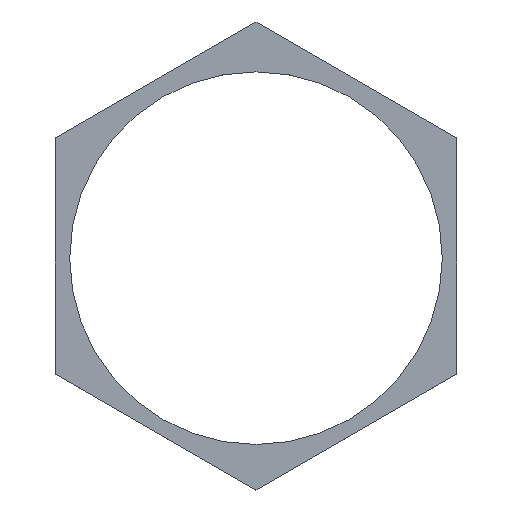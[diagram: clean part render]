
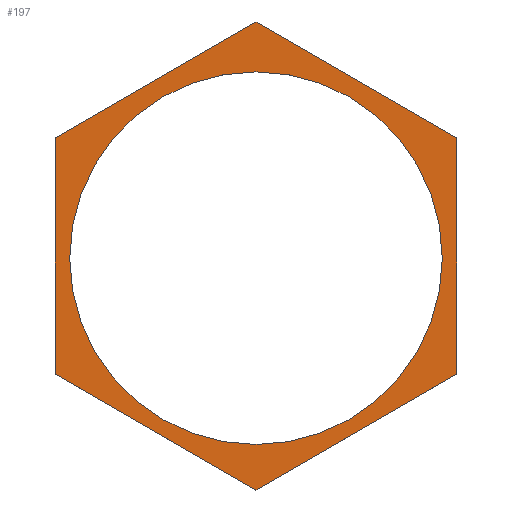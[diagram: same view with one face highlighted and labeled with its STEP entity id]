
A CAD part, top view. The second image highlights one B-rep face of the part: STEP entity #197.
In plain terms, the highlighted planar face has unit normal (0, 0, 1).
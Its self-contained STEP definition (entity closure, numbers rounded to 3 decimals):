
#3 = CARTESIAN_POINT ( 'NONE',  ( 0., 61.546, 1.5 ) ) ;
#4 = CARTESIAN_POINT ( 'NONE',  ( -52.8, 31.061, 1.5 ) ) ;
#24 = ORIENTED_EDGE ( 'NONE', *, *, #70, .T. ) ;
#28 = VECTOR ( 'NONE', #178, 1000. ) ;
#29 = DIRECTION ( 'NONE',  ( 1., 0., 0. ) ) ;
#30 = CARTESIAN_POINT ( 'NONE',  ( -49., -0.577, 1.5 ) ) ;
#34 = DIRECTION ( 'NONE',  ( -0.866, -0.5, 0. ) ) ;
#41 = ORIENTED_EDGE ( 'NONE', *, *, #257, .T. ) ;
#58 = CARTESIAN_POINT ( 'NONE',  ( 52.8, 31.061, 1.5 ) ) ;
#61 = PLANE ( 'NONE',  #366 ) ;
#66 = CARTESIAN_POINT ( 'NONE',  ( 0., 61.546, 1.5 ) ) ;
#69 = VERTEX_POINT ( 'NONE', #283 ) ;
#70 = EDGE_CURVE ( 'NONE', #129, #364, #374, .T. ) ;
#73 = VERTEX_POINT ( 'NONE', #290 ) ;
#74 = ORIENTED_EDGE ( 'NONE', *, *, #127, .F. ) ;
#75 = AXIS2_PLACEMENT_3D ( 'NONE', #232, #350, #87 ) ;
#80 = DIRECTION ( 'NONE',  ( 0.866, -0.5, 0. ) ) ;
#85 = VECTOR ( 'NONE', #34, 1000. ) ;
#87 = DIRECTION ( 'NONE',  ( 1., 0., 0. ) ) ;
#114 = DIRECTION ( 'NONE',  ( 0., 0., 1. ) ) ;
#115 = EDGE_CURVE ( 'NONE', #221, #314, #200, .T. ) ;
#117 = CARTESIAN_POINT ( 'NONE',  ( 52.8, 31.061, 1.5 ) ) ;
#118 = CARTESIAN_POINT ( 'NONE',  ( -52.8, -31.061, 1.5 ) ) ;
#119 = EDGE_CURVE ( 'NONE', #364, #69, #235, .T. ) ;
#127 = EDGE_CURVE ( 'NONE', #214, #73, #154, .T. ) ;
#129 = VERTEX_POINT ( 'NONE', #118 ) ;
#146 = EDGE_CURVE ( 'NONE', #314, #166, #236, .T. ) ;
#147 = CARTESIAN_POINT ( 'NONE',  ( 52.8, -31.061, 1.5 ) ) ;
#153 = ORIENTED_EDGE ( 'NONE', *, *, #146, .T. ) ;
#154 = CIRCLE ( 'NONE', #246, 49. ) ;
#163 = ORIENTED_EDGE ( 'NONE', *, *, #225, .T. ) ;
#166 = VERTEX_POINT ( 'NONE', #4 ) ;
#171 = ORIENTED_EDGE ( 'NONE', *, *, #115, .T. ) ;
#175 = DIRECTION ( 'NONE',  ( 0., -1., 0. ) ) ;
#176 = LINE ( 'NONE', #292, #215 ) ;
#178 = DIRECTION ( 'NONE',  ( -0.866, 0.5, 0. ) ) ;
#197 = ADVANCED_FACE ( 'NONE', ( #210, #234 ), #61, .T. ) ;
#200 = LINE ( 'NONE', #117, #28 ) ;
#205 = VECTOR ( 'NONE', #80, 1000. ) ;
#210 = FACE_OUTER_BOUND ( 'NONE', #336, .T. ) ;
#214 = VERTEX_POINT ( 'NONE', #30 ) ;
#215 = VECTOR ( 'NONE', #175, 1000. ) ;
#216 = CARTESIAN_POINT ( 'NONE',  ( 0., -61.546, 1.5 ) ) ;
#219 = EDGE_LOOP ( 'NONE', ( #74, #248 ) ) ;
#221 = VERTEX_POINT ( 'NONE', #58 ) ;
#223 = VECTOR ( 'NONE', #266, 1000. ) ;
#225 = EDGE_CURVE ( 'NONE', #166, #129, #176, .T. ) ;
#231 = CARTESIAN_POINT ( 'NONE',  ( 0., -0.577, 1.5 ) ) ;
#232 = CARTESIAN_POINT ( 'NONE',  ( 0., -0.577, 1.5 ) ) ;
#234 = FACE_BOUND ( 'NONE', #219, .T. ) ;
#235 = LINE ( 'NONE', #349, #223 ) ;
#236 = LINE ( 'NONE', #3, #85 ) ;
#246 = AXIS2_PLACEMENT_3D ( 'NONE', #231, #114, #29 ) ;
#248 = ORIENTED_EDGE ( 'NONE', *, *, #268, .F. ) ;
#257 = EDGE_CURVE ( 'NONE', #69, #221, #293, .T. ) ;
#266 = DIRECTION ( 'NONE',  ( 0.866, 0.5, 0. ) ) ;
#268 = EDGE_CURVE ( 'NONE', #73, #214, #308, .T. ) ;
#283 = CARTESIAN_POINT ( 'NONE',  ( 52.8, -31.061, 1.5 ) ) ;
#290 = CARTESIAN_POINT ( 'NONE',  ( 49., -0.577, 1.5 ) ) ;
#292 = CARTESIAN_POINT ( 'NONE',  ( -52.8, 31.061, 1.5 ) ) ;
#293 = LINE ( 'NONE', #147, #302 ) ;
#296 = CARTESIAN_POINT ( 'NONE',  ( 0., 0., 1.5 ) ) ;
#302 = VECTOR ( 'NONE', #324, 1000. ) ;
#308 = CIRCLE ( 'NONE', #75, 49. ) ;
#314 = VERTEX_POINT ( 'NONE', #66 ) ;
#323 = DIRECTION ( 'NONE',  ( 0., 0., 1. ) ) ;
#324 = DIRECTION ( 'NONE',  ( 0., 1., 0. ) ) ;
#330 = ORIENTED_EDGE ( 'NONE', *, *, #119, .T. ) ;
#336 = EDGE_LOOP ( 'NONE', ( #41, #171, #153, #163, #24, #330 ) ) ;
#349 = CARTESIAN_POINT ( 'NONE',  ( 0., -61.546, 1.5 ) ) ;
#350 = DIRECTION ( 'NONE',  ( 0., 0., 1. ) ) ;
#351 = DIRECTION ( 'NONE',  ( 1., 0., 0. ) ) ;
#364 = VERTEX_POINT ( 'NONE', #216 ) ;
#366 = AXIS2_PLACEMENT_3D ( 'NONE', #296, #323, #351 ) ;
#367 = CARTESIAN_POINT ( 'NONE',  ( -52.8, -31.061, 1.5 ) ) ;
#374 = LINE ( 'NONE', #367, #205 ) ;
